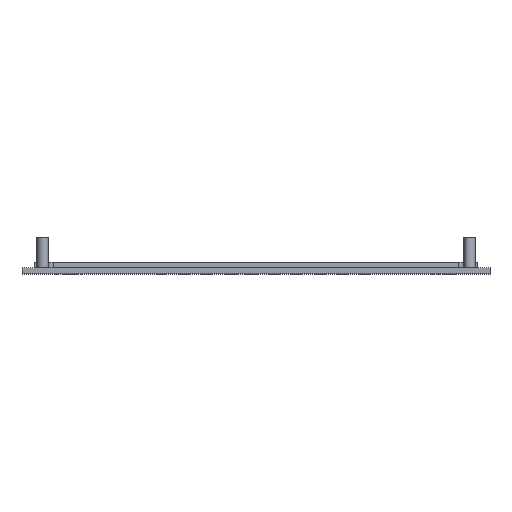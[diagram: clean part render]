
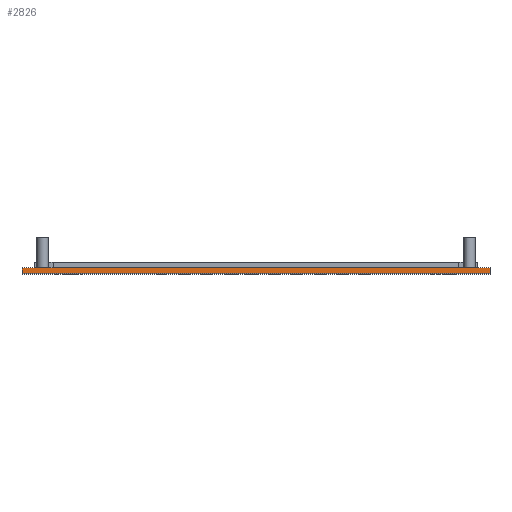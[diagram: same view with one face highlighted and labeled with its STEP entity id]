
A CAD part, top view. The second image highlights one B-rep face of the part: STEP entity #2826.
In plain terms, the highlighted planar face has unit normal (0, 0, 1).
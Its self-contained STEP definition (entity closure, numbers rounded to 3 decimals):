
#209=PLANE('',#3096);
#339=FACE_OUTER_BOUND('',#535,.T.);
#535=EDGE_LOOP('',(#2523,#2524,#2525,#2526));
#843=LINE('',#4604,#1098);
#851=LINE('',#4620,#1106);
#854=LINE('',#4626,#1109);
#855=LINE('',#4627,#1110);
#1098=VECTOR('',#3835,10.);
#1106=VECTOR('',#3853,10.);
#1109=VECTOR('',#3858,10.);
#1110=VECTOR('',#3859,10.);
#1486=VERTEX_POINT('',#4602);
#1487=VERTEX_POINT('',#4603);
#1490=VERTEX_POINT('',#4619);
#1492=VERTEX_POINT('',#4625);
#1859=EDGE_CURVE('',#1486,#1487,#843,.T.);
#1867=EDGE_CURVE('',#1490,#1486,#851,.T.);
#1870=EDGE_CURVE('',#1492,#1487,#854,.T.);
#1871=EDGE_CURVE('',#1490,#1492,#855,.T.);
#2523=ORIENTED_EDGE('',*,*,#1859,.T.);
#2524=ORIENTED_EDGE('',*,*,#1870,.F.);
#2525=ORIENTED_EDGE('',*,*,#1871,.F.);
#2526=ORIENTED_EDGE('',*,*,#1867,.T.);
#2826=ADVANCED_FACE('',(#339),#209,.T.);
#3096=AXIS2_PLACEMENT_3D('',#4624,#3856,#3857);
#3835=DIRECTION('',(-1.,0.,0.));
#3853=DIRECTION('',(0.,1.,0.));
#3856=DIRECTION('center_axis',(0.,0.,1.));
#3857=DIRECTION('ref_axis',(1.,0.,0.));
#3858=DIRECTION('',(0.,1.,0.));
#3859=DIRECTION('',(-1.,0.,0.));
#4602=CARTESIAN_POINT('',(125.,1.5,100.));
#4603=CARTESIAN_POINT('',(0.,1.5,100.));
#4604=CARTESIAN_POINT('',(31.25,1.5,100.));
#4619=CARTESIAN_POINT('',(125.,0.,100.));
#4620=CARTESIAN_POINT('',(125.,0.,100.));
#4624=CARTESIAN_POINT('Origin',(0.,0.,100.));
#4625=CARTESIAN_POINT('',(0.,0.,100.));
#4626=CARTESIAN_POINT('',(0.,0.,100.));
#4627=CARTESIAN_POINT('',(125.,0.,100.));
